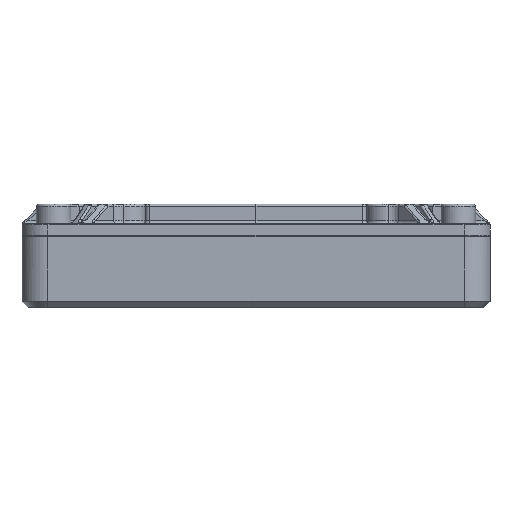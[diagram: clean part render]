
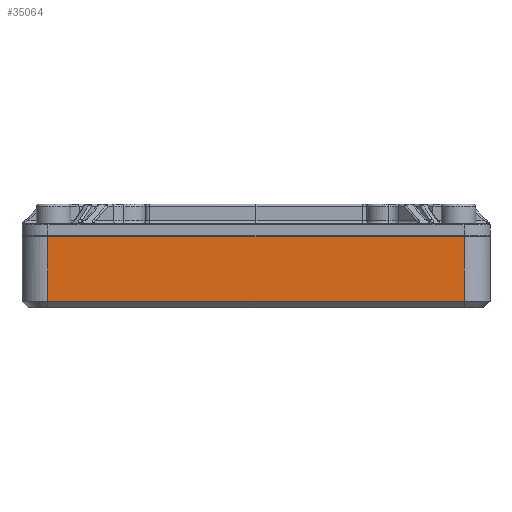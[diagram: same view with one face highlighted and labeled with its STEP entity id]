
A CAD part, front view. The second image highlights one B-rep face of the part: STEP entity #35064.
In plain terms, the highlighted free-form (B-spline) face has degree [1, 1] with [2, 2] control points.
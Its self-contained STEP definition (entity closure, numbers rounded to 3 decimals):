
#30663 = VERTEX_POINT('',#30664);
#30664 = CARTESIAN_POINT('',(21.225,-18.24,
    -9.949));
#30672 = VERTEX_POINT('',#30673);
#30673 = CARTESIAN_POINT('',(21.225,-18.24,
    -3.316));
#30679 = EDGE_CURVE('',#30672,#30663,#30680,.T.);
#30680 = B_SPLINE_CURVE_WITH_KNOTS('',1,(#30681,#30682),.UNSPECIFIED.,
  .F.,.F.,(2,2),(2.5,7.5),.PIECEWISE_BEZIER_KNOTS.);
#30681 = CARTESIAN_POINT('',(21.225,-18.24,
    -3.316));
#30682 = CARTESIAN_POINT('',(21.225,-18.24,
    -9.949));
#31547 = VERTEX_POINT('',#31548);
#31548 = CARTESIAN_POINT('',(-21.225,-18.24,
    -3.316));
#31554 = EDGE_CURVE('',#31547,#30672,#31555,.T.);
#31555 = B_SPLINE_CURVE_WITH_KNOTS('',1,(#31556,#31557),.UNSPECIFIED.,
  .F.,.F.,(2,2),(-24.,8.),
  .PIECEWISE_BEZIER_KNOTS.);
#31556 = CARTESIAN_POINT('',(-21.225,-18.24,
    -3.316));
#31557 = CARTESIAN_POINT('',(21.225,-18.24,
    -3.316));
#35064 = ADVANCED_FACE('',(#35065),#35081,.T.);
#35065 = FACE_BOUND('',#35066,.T.);
#35066 = EDGE_LOOP('',(#35067,#35074,#35075,#35076));
#35067 = ORIENTED_EDGE('',*,*,#35068,.F.);
#35068 = EDGE_CURVE('',#30663,#35069,#35071,.T.);
#35069 = VERTEX_POINT('',#35070);
#35070 = CARTESIAN_POINT('',(-21.225,-18.24,
    -9.949));
#35071 = B_SPLINE_CURVE_WITH_KNOTS('',1,(#35072,#35073),.UNSPECIFIED.,
  .F.,.F.,(2,2),(-8.,24.),
  .PIECEWISE_BEZIER_KNOTS.);
#35072 = CARTESIAN_POINT('',(21.225,-18.24,
    -9.949));
#35073 = CARTESIAN_POINT('',(-21.225,-18.24,
    -9.949));
#35074 = ORIENTED_EDGE('',*,*,#30679,.F.);
#35075 = ORIENTED_EDGE('',*,*,#31554,.F.);
#35076 = ORIENTED_EDGE('',*,*,#35077,.T.);
#35077 = EDGE_CURVE('',#31547,#35069,#35078,.T.);
#35078 = B_SPLINE_CURVE_WITH_KNOTS('',1,(#35079,#35080),.UNSPECIFIED.,
  .F.,.F.,(2,2),(2.5,7.5),.PIECEWISE_BEZIER_KNOTS.);
#35079 = CARTESIAN_POINT('',(-21.225,-18.24,
    -3.316));
#35080 = CARTESIAN_POINT('',(-21.225,-18.24,
    -9.949));
#35081 = B_SPLINE_SURFACE_WITH_KNOTS('',1,1,(
    (#35082,#35083)
    ,(#35084,#35085
    )),.UNSPECIFIED.,.F.,.F.,.F.,(2,2),(2,2),(0.,32.),(2.5,
    7.5),.PIECEWISE_BEZIER_KNOTS.);
#35082 = CARTESIAN_POINT('',(21.225,-18.24,
    -3.316));
#35083 = CARTESIAN_POINT('',(21.225,-18.24,
    -9.949));
#35084 = CARTESIAN_POINT('',(-21.225,-18.24,
    -3.316));
#35085 = CARTESIAN_POINT('',(-21.225,-18.24,
    -9.949));
